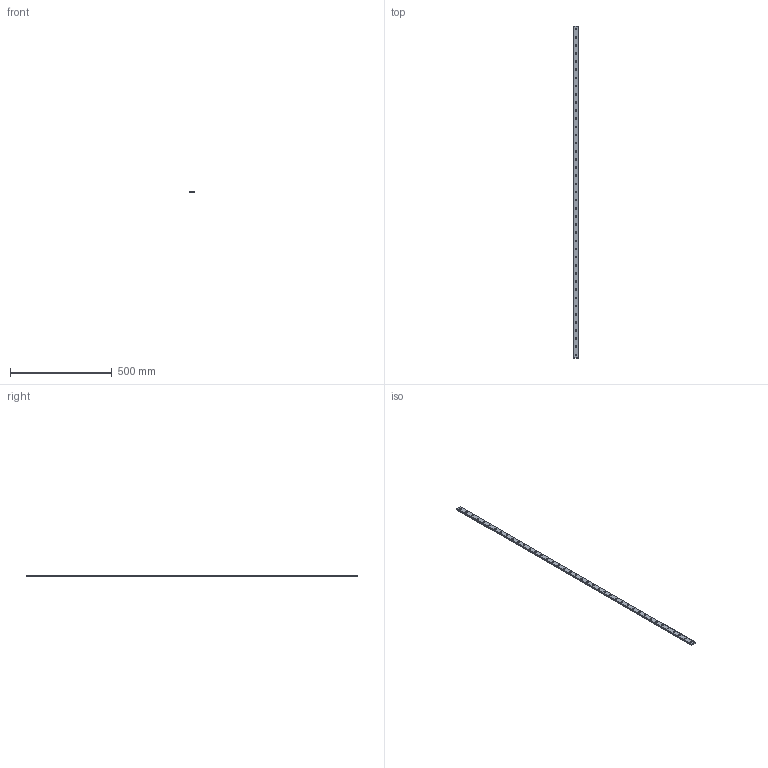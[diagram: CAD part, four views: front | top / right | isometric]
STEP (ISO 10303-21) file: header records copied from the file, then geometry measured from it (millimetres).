
FILE_DESCRIPTION(('STEP AP214'),'1');
FILE_NAME('cctmp_5019F9D8-59DE-408D-9636-CBEAD8A4904A_2021_02_24_10_01_03_0911..stp','2021-02-24T09:01:04',('HIWIN GmbH'),('CADClick - www.CADClick.com'),'Spatial InterOp 3D',' ','unknown authorization');
FILE_SCHEMA(('AUTOMOTIVE_DESIGN'));
Length unit declared in the file: millimetre
Products named in the file (1): MGWR12R1630CM_FILE
Bounding box: 24 x 1630 x 8.5 mm (x, y, z)
Volume: 314343.7 mm3; surface area: 121424.5 mm2
Topology: 1 solids, 1 shells, 464 faces, 1005 edges, 670 vertices
Faces by surface type: cylinder 262, plane 202
Entity records: 16609 total; most frequent: DIRECTION 2459, CARTESIAN_POINT 2140, ORIENTED_EDGE 2010, EDGE_CURVE 1005, AXIS2_PLACEMENT_3D 989, VERTEX_POINT 670, EDGE_LOOP 591, CIRCLE 524
